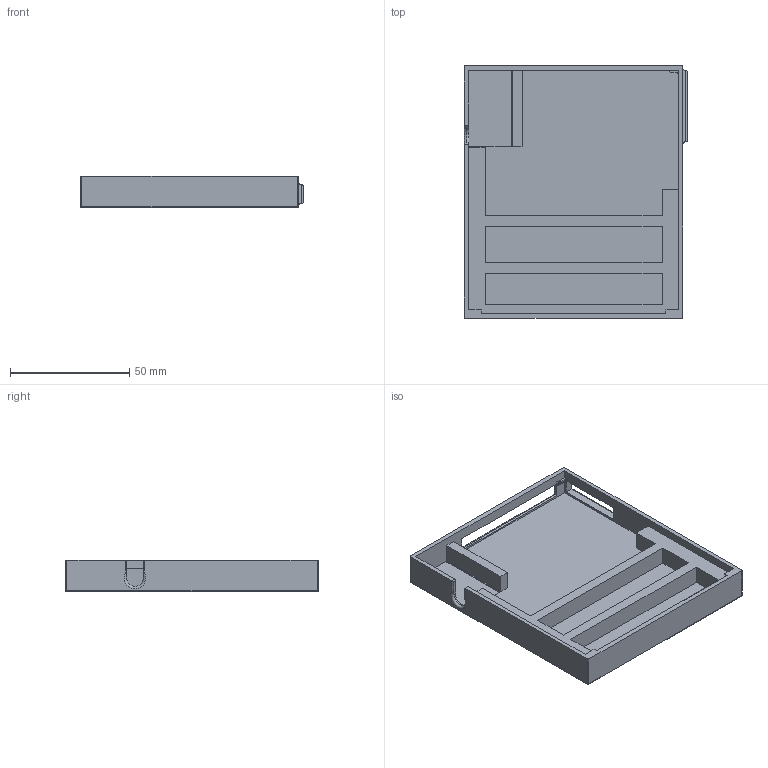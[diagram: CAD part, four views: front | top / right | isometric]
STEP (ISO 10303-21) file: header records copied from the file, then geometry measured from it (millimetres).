
FILE_DESCRIPTION(/* description */ ('STEP AP242','CAx-IF Rec.Pracs.---Representation and Presentation of Product Manufacturing Information (PMI)---4.0---2014-10-13','CAx-IF Rec.Pracs.---3D Tessellated Geometry---0.4---2014-09-14','2;1'),/* implementation_level */ '2;1');
FILE_NAME(/* name */ '68c880c05284c003b369b6b0',/* time_stamp */ '2025-09-15T21:10:24Z',/* author */ (''),/* organization */ (''),/* preprocessor_version */ 'ST-DEVELOPER v20',/* originating_system */ 'ONSHAPE BY PTC INC, 1.203',/* authorisation */ ' ');
FILE_SCHEMA (('AP242_MANAGED_MODEL_BASED_3D_ENGINEERING_MIM_LF { 1 0 10303 442 1 1 4 }'));
Length unit declared in the file: metre
Products named in the file (1): enclosure
Bounding box: 93.63 x 106.04 x 13.3 mm (x, y, z)
Volume: 41412.2 mm3; surface area: 30943.5 mm2
Topology: 1 solids, 1 shells, 95 faces, 245 edges, 148 vertices
Faces by surface type: plane 52, cylinder 35, sphere 5, torus 2, bspline 1
Entity records: 2858 total; most frequent: CARTESIAN_POINT 532, ORIENTED_EDGE 480, DIRECTION 476, EDGE_CURVE 240, LINE 178, VECTOR 178, AXIS2_PLACEMENT_3D 149, VERTEX_POINT 148
